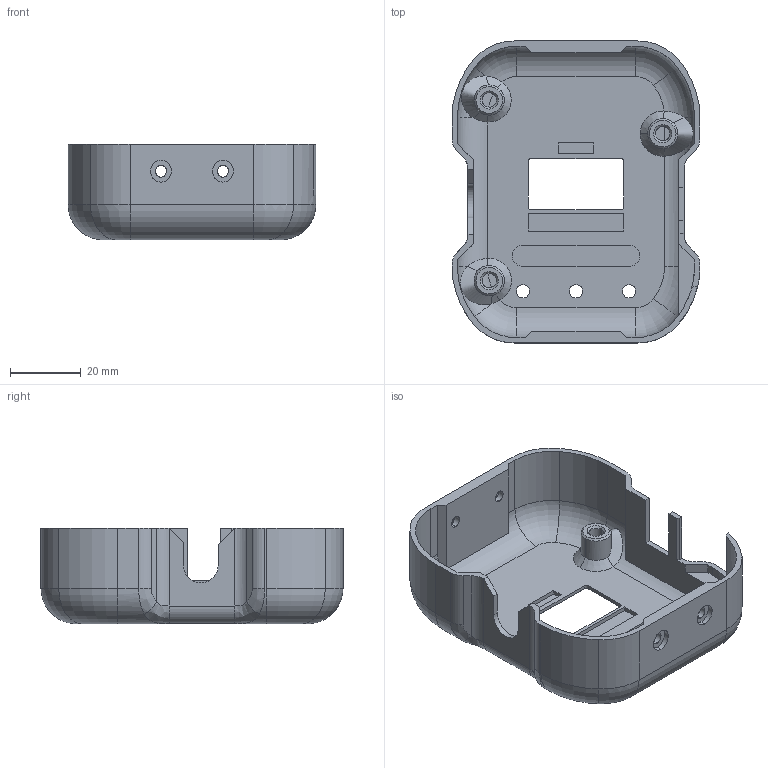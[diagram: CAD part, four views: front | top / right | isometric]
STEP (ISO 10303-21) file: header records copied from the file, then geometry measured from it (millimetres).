
FILE_DESCRIPTION (( 'STEP AP214' ), '1' );
FILE_NAME ('shellfront6.STEP', '2025-05-31T08:40:10', ( '' ), ( '' ), 'SwSTEP 2.0', 'SolidWorks 2024', '' );
FILE_SCHEMA (( 'AUTOMOTIVE_DESIGN' ));
Length unit declared in the file: millimetre
Products named in the file (1): shellfront6
Bounding box: 70 x 85.3 x 27 mm (x, y, z)
Volume: 18860.3 mm3; surface area: 23374.4 mm2
Topology: 1 solids, 1 shells, 304 faces, 788 edges, 502 vertices
Faces by surface type: plane 132, cylinder 102, bspline 32, cone 20, torus 18
Entity records: 11697 total; most frequent: CARTESIAN_POINT 4323, ORIENTED_EDGE 1576, DIRECTION 1491, EDGE_CURVE 788, AXIS2_PLACEMENT_3D 522, VERTEX_POINT 502, VECTOR 447, LINE 447
